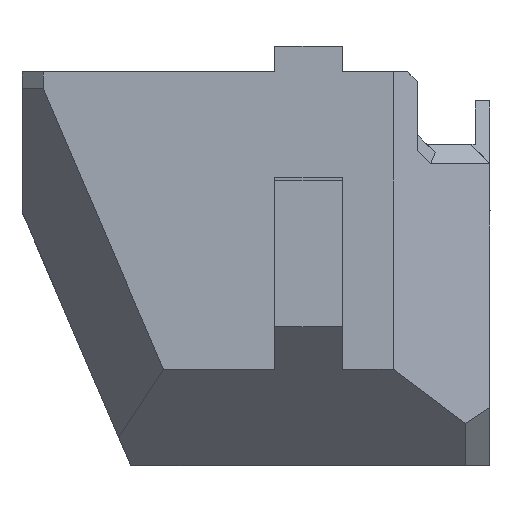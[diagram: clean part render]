
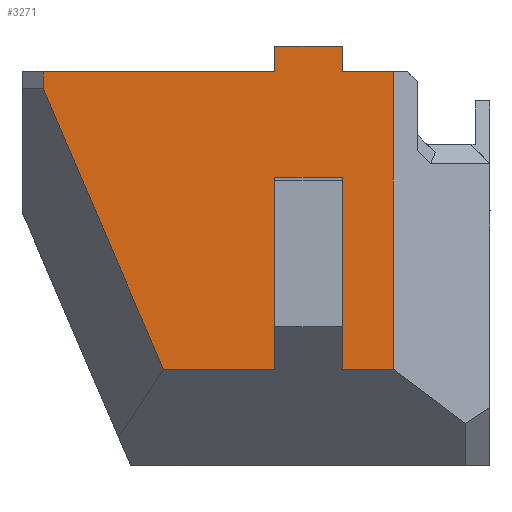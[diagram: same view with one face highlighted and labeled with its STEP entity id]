
A CAD part, left-side view. The second image highlights one B-rep face of the part: STEP entity #3271.
In plain terms, the highlighted planar face has unit normal (-1, 0, 0).
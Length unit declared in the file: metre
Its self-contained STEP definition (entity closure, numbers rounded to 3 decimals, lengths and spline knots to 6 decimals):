
#72=LINE('',#4604,#489);
#107=LINE('',#4679,#524);
#220=LINE('',#4976,#637);
#224=LINE('',#4985,#641);
#238=LINE('',#5014,#655);
#239=LINE('',#5016,#656);
#240=LINE('',#5018,#657);
#241=LINE('',#5019,#658);
#242=LINE('',#5021,#659);
#243=LINE('',#5022,#660);
#244=LINE('',#5024,#661);
#245=LINE('',#5026,#662);
#246=LINE('',#5027,#663);
#489=VECTOR('',#3685,1.);
#524=VECTOR('',#3736,1.);
#637=VECTOR('',#4009,1.);
#641=VECTOR('',#4013,1.);
#655=VECTOR('',#4035,1.);
#656=VECTOR('',#4036,1.);
#657=VECTOR('',#4037,1.);
#658=VECTOR('',#4038,1.);
#659=VECTOR('',#4039,1.);
#660=VECTOR('',#4040,1.);
#661=VECTOR('',#4041,1.);
#662=VECTOR('',#4042,1.);
#663=VECTOR('',#4043,1.);
#1214=ORIENTED_EDGE('',*,*,#1863,.F.);
#1215=ORIENTED_EDGE('',*,*,#2067,.T.);
#1216=ORIENTED_EDGE('',*,*,#2068,.F.);
#1217=ORIENTED_EDGE('',*,*,#2069,.T.);
#1218=ORIENTED_EDGE('',*,*,#1900,.F.);
#1219=ORIENTED_EDGE('',*,*,#2070,.F.);
#1220=ORIENTED_EDGE('',*,*,#2071,.F.);
#1221=ORIENTED_EDGE('',*,*,#2053,.F.);
#1222=ORIENTED_EDGE('',*,*,#2072,.T.);
#1223=ORIENTED_EDGE('',*,*,#2073,.T.);
#1224=ORIENTED_EDGE('',*,*,#2074,.F.);
#1225=ORIENTED_EDGE('',*,*,#2049,.T.);
#1226=ORIENTED_EDGE('',*,*,#2075,.F.);
#1863=EDGE_CURVE('',#2340,#2341,#72,.T.);
#1900=EDGE_CURVE('',#2372,#2373,#107,.T.);
#2049=EDGE_CURVE('',#2477,#2478,#220,.T.);
#2053=EDGE_CURVE('',#2481,#2482,#224,.T.);
#2067=EDGE_CURVE('',#2340,#2493,#238,.T.);
#2068=EDGE_CURVE('',#2494,#2493,#239,.T.);
#2069=EDGE_CURVE('',#2494,#2373,#240,.T.);
#2070=EDGE_CURVE('',#2495,#2372,#241,.T.);
#2071=EDGE_CURVE('',#2482,#2495,#242,.T.);
#2072=EDGE_CURVE('',#2481,#2496,#243,.T.);
#2073=EDGE_CURVE('',#2496,#2497,#244,.T.);
#2074=EDGE_CURVE('',#2477,#2497,#245,.T.);
#2075=EDGE_CURVE('',#2341,#2478,#246,.T.);
#2340=VERTEX_POINT('',#4603);
#2341=VERTEX_POINT('',#4605);
#2372=VERTEX_POINT('',#4678);
#2373=VERTEX_POINT('',#4680);
#2477=VERTEX_POINT('',#4977);
#2478=VERTEX_POINT('',#4978);
#2481=VERTEX_POINT('',#4984);
#2482=VERTEX_POINT('',#4986);
#2493=VERTEX_POINT('',#5015);
#2494=VERTEX_POINT('',#5017);
#2495=VERTEX_POINT('',#5020);
#2496=VERTEX_POINT('',#5023);
#2497=VERTEX_POINT('',#5025);
#2731=EDGE_LOOP('',(#1214,#1215,#1216,#1217,#1218,#1219,#1220,#1221,#1222,
#1223,#1224,#1225,#1226));
#2929=FACE_BOUND('',#2731,.T.);
#3105=PLANE('',#3507);
#3271=ADVANCED_FACE('',(#2929),#3105,.F.);
#3507=AXIS2_PLACEMENT_3D('',#5013,#4033,#4034);
#3685=DIRECTION('',(0.,-1.,0.));
#3736=DIRECTION('',(0.,-1.,0.));
#4009=DIRECTION('',(0.,-1.,0.));
#4013=DIRECTION('',(0.,1.,0.));
#4033=DIRECTION('',(1.,0.,0.));
#4034=DIRECTION('',(0.,1.,0.));
#4035=DIRECTION('',(0.,0.,1.));
#4036=DIRECTION('',(0.,-1.,0.));
#4037=DIRECTION('',(0.,0.,-1.));
#4038=DIRECTION('',(0.,0.,1.));
#4039=DIRECTION('',(0.,0.394,0.919));
#4040=DIRECTION('',(0.,0.,1.));
#4041=DIRECTION('',(0.,-1.,0.));
#4042=DIRECTION('',(0.,0.,1.));
#4043=DIRECTION('',(0.,0.,-1.));
#4603=CARTESIAN_POINT('',(0.042392,-0.001323,0.016286));
#4604=CARTESIAN_POINT('',(0.042392,-0.001323,0.016286));
#4605=CARTESIAN_POINT('',(0.042392,-0.003423,0.016286));
#4678=CARTESIAN_POINT('',(0.042392,0.011048,0.016286));
#4679=CARTESIAN_POINT('',(0.042392,0.011048,0.016286));
#4680=CARTESIAN_POINT('',(0.042392,0.001477,0.016286));
#4976=CARTESIAN_POINT('',(0.042392,-0.001323,0.003995));
#4977=CARTESIAN_POINT('',(0.042392,-0.001323,0.003995));
#4978=CARTESIAN_POINT('',(0.042392,-0.003423,0.003995));
#4984=CARTESIAN_POINT('',(0.042392,0.001477,0.003995));
#4985=CARTESIAN_POINT('',(0.042392,0.001477,0.003995));
#4986=CARTESIAN_POINT('',(0.042392,0.006074,0.003995));
#5013=CARTESIAN_POINT('',(0.042392,-0.003673,0.013874));
#5014=CARTESIAN_POINT('',(0.042392,-0.001323,0.016286));
#5015=CARTESIAN_POINT('',(0.042392,-0.001323,0.01735));
#5016=CARTESIAN_POINT('',(0.042392,0.001477,0.01735));
#5017=CARTESIAN_POINT('',(0.042392,0.001477,0.01735));
#5018=CARTESIAN_POINT('',(0.042392,0.001477,0.01735));
#5019=CARTESIAN_POINT('',(0.042392,0.011048,0.0156));
#5020=CARTESIAN_POINT('',(0.042392,0.011048,0.0156));
#5021=CARTESIAN_POINT('',(0.042392,0.006074,0.003995));
#5022=CARTESIAN_POINT('',(0.042392,0.001477,0.015675));
#5023=CARTESIAN_POINT('',(0.042392,0.001477,0.011926));
#5024=CARTESIAN_POINT('',(0.042392,0.000077,0.011926));
#5025=CARTESIAN_POINT('',(0.042392,-0.001323,0.011926));
#5026=CARTESIAN_POINT('',(0.042392,-0.001323,0.013874));
#5027=CARTESIAN_POINT('',(0.042392,-0.003423,0.013874));
